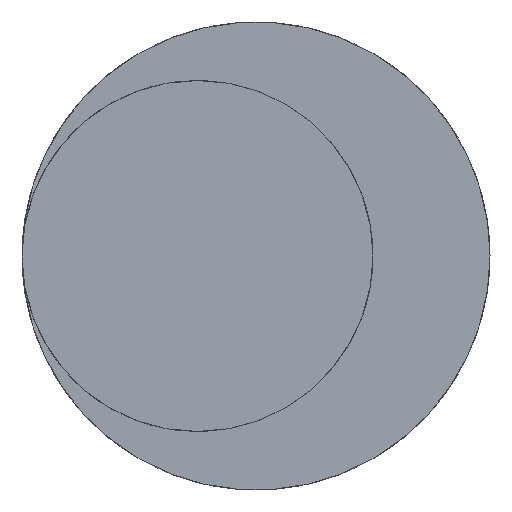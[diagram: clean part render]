
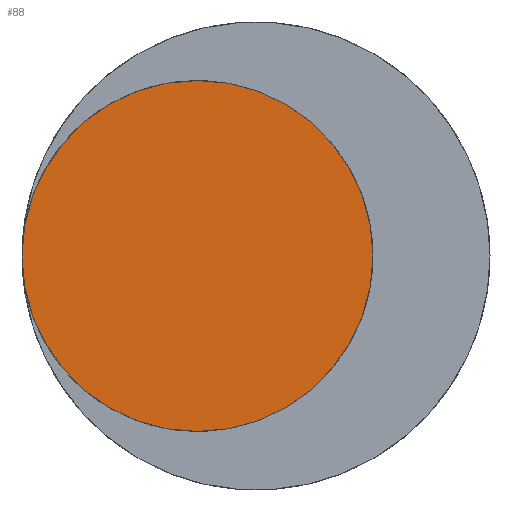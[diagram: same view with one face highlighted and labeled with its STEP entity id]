
A CAD part, front view. The second image highlights one B-rep face of the part: STEP entity #88.
In plain terms, the highlighted planar face has unit normal (0, -1, 0).
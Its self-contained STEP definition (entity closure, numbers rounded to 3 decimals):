
#17=PLANE('',#115);
#23=FACE_OUTER_BOUND('',#30,.T.);
#30=EDGE_LOOP('',(#74));
#43=CIRCLE('',#113,15.);
#49=VERTEX_POINT('',#165);
#56=EDGE_CURVE('',#49,#49,#43,.T.);
#74=ORIENTED_EDGE('',*,*,#56,.T.);
#88=ADVANCED_FACE('',(#23),#17,.T.);
#113=AXIS2_PLACEMENT_3D('',#166,#138,#139);
#115=AXIS2_PLACEMENT_3D('',#170,#143,#144);
#138=DIRECTION('center_axis',(0.,-1.,0.));
#139=DIRECTION('ref_axis',(1.,0.,0.));
#143=DIRECTION('center_axis',(0.,-1.,0.));
#144=DIRECTION('ref_axis',(1.,0.,0.));
#165=CARTESIAN_POINT('',(30.,-240.,50.));
#166=CARTESIAN_POINT('Origin',(45.,-240.,50.));
#170=CARTESIAN_POINT('Origin',(45.,-240.,50.));
